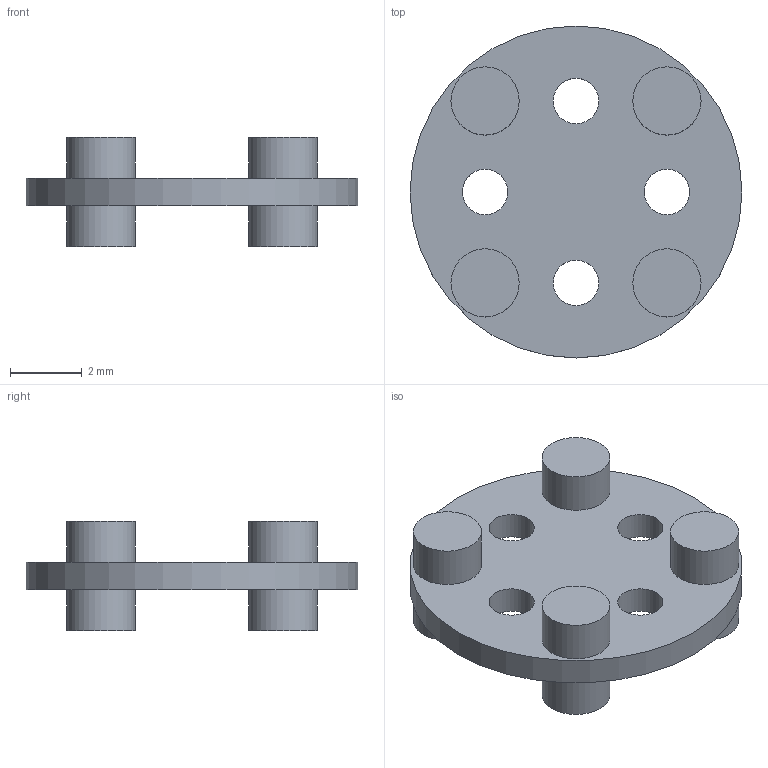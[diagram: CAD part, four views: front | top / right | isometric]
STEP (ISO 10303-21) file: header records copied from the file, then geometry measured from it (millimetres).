
FILE_DESCRIPTION(/* description */ (''),/* implementation_level */ '2;1');
FILE_NAME(/* name */ 'BIVAR_514-120.stp',/* time_stamp */ '2017-07-20T16:25:44+02:00',/* author */ ('jchouvet'),/* organization */ (''),/* preprocessor_version */ 'ST-DEVELOPER v16.1',/* originating_system */ 'AutoCAD Mechanical',/* authorisation */ '');
FILE_SCHEMA (('AUTOMOTIVE_DESIGN { 1 0 10303 214 3 1 1 }'));
Length unit declared in the file: millimetre
Products named in the file (1): Product
Bounding box: 9.27 x 9.27 x 3.05 mm (x, y, z)
Volume: 73.6 mm3; surface area: 259.6 mm2
Topology: 9 solids, 9 shells, 31 faces, 39 edges, 26 vertices
Faces by surface type: plane 18, cylinder 13
Full cylindrical faces by diameter (mm): 1.27 x4, 1.905 x8, 9.271 x1
Entity records: 607 total; most frequent: DIRECTION 116, CARTESIAN_POINT 84, AXIS2_PLACEMENT_3D 58, EDGE_LOOP 52, ORIENTED_EDGE 52, FACE_OUTER_BOUND 31, ADVANCED_FACE 31, CIRCLE 26
